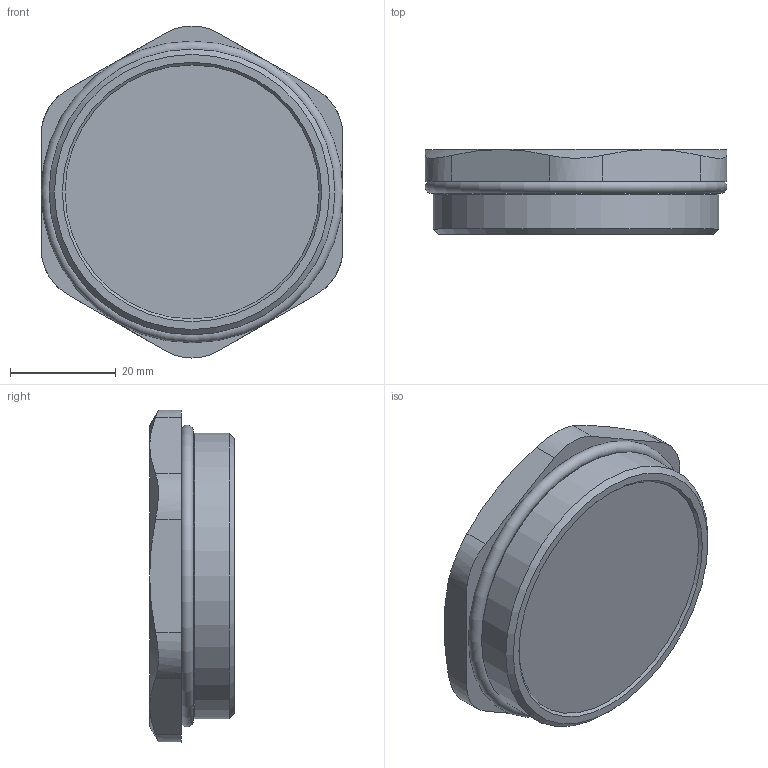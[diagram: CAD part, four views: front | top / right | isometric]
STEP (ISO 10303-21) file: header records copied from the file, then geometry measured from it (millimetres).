
FILE_DESCRIPTION(/* description */ (''),/* implementation_level */ '2;1');
FILE_NAME(/* name */ '',/* time_stamp */ '2025-07-24T16:12:08+07:00',/* author */ ('zeta-86'),/* organization */ (''),/* preprocessor_version */ 'ST-DEVELOPER v19.2',/* originating_system */ 'Autodesk Inventor 2024',/* authorisation */ '');
FILE_SCHEMA (('AUTOMOTIVE_DESIGN { 1 0 10303 214 3 1 1 }'));
Length unit declared in the file: millimetre
Products named in the file (1): Деталь2
Bounding box: 57 x 16 x 62.72 mm (x, y, z)
Volume: 38939.2 mm3; surface area: 8423.9 mm2
Topology: 1 solids, 1 shells, 27 faces, 63 edges, 40 vertices
Faces by surface type: plane 10, cone 9, cylinder 7, torus 1
Full cylindrical faces by diameter (mm): 54 x1
Entity records: 869 total; most frequent: CARTESIAN_POINT 233, ORIENTED_EDGE 126, DIRECTION 124, EDGE_CURVE 63, AXIS2_PLACEMENT_3D 51, VERTEX_POINT 40, EDGE_LOOP 29, FACE_OUTER_BOUND 27
